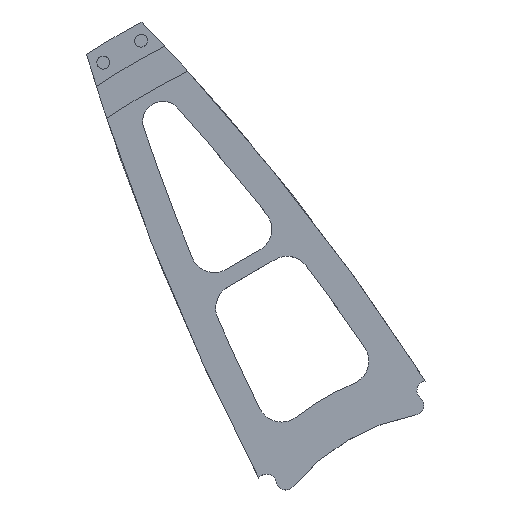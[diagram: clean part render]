
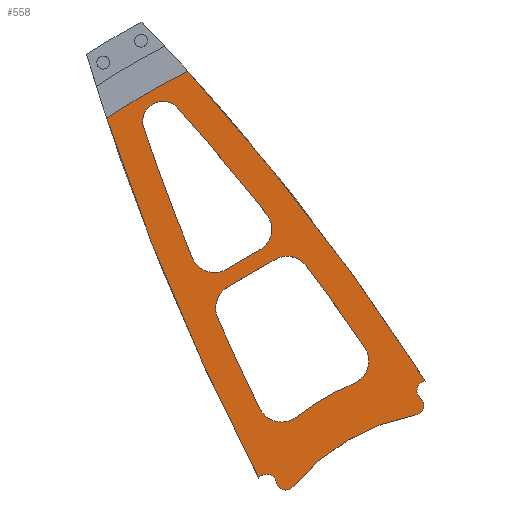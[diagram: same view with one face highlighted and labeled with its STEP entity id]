
A CAD part, top view. The second image highlights one B-rep face of the part: STEP entity #558.
In plain terms, the highlighted planar face has unit normal (0, 0, 1).
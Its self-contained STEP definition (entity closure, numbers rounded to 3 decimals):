
#19=FACE_BOUND('',#73,.T.);
#20=FACE_BOUND('',#74,.T.);
#28=PLANE('',#615);
#40=FACE_OUTER_BOUND('',#72,.T.);
#72=EDGE_LOOP('',(#381,#382,#383,#384,#385,#386,#387,#388));
#73=EDGE_LOOP('',(#389,#390,#391,#392,#393,#394));
#74=EDGE_LOOP('',(#395,#396,#397,#398,#399,#400,#401,#402));
#109=LINE('',#944,#141);
#110=LINE('',#964,#142);
#141=VECTOR('',#745,10.);
#142=VECTOR('',#764,10.);
#171=CIRCLE('',#607,379.75);
#177=CIRCLE('',#616,1500.);
#178=CIRCLE('',#617,6.);
#179=CIRCLE('',#618,6.);
#180=CIRCLE('',#619,130.);
#181=CIRCLE('',#620,6.);
#182=CIRCLE('',#621,6.);
#183=CIRCLE('',#622,1500.);
#184=CIRCLE('',#623,15.);
#185=CIRCLE('',#624,15.);
#186=CIRCLE('',#625,1480.);
#187=CIRCLE('',#626,12.492);
#188=CIRCLE('',#627,1480.);
#189=CIRCLE('',#628,15.);
#190=CIRCLE('',#629,160.);
#191=CIRCLE('',#630,15.);
#192=CIRCLE('',#631,1480.);
#193=CIRCLE('',#632,15.);
#194=CIRCLE('',#633,15.);
#195=CIRCLE('',#634,1480.);
#223=VERTEX_POINT('',#906);
#224=VERTEX_POINT('',#907);
#231=VERTEX_POINT('',#927);
#232=VERTEX_POINT('',#929);
#233=VERTEX_POINT('',#931);
#234=VERTEX_POINT('',#933);
#235=VERTEX_POINT('',#935);
#236=VERTEX_POINT('',#937);
#237=VERTEX_POINT('',#940);
#238=VERTEX_POINT('',#941);
#239=VERTEX_POINT('',#943);
#240=VERTEX_POINT('',#945);
#241=VERTEX_POINT('',#947);
#242=VERTEX_POINT('',#949);
#243=VERTEX_POINT('',#952);
#244=VERTEX_POINT('',#953);
#245=VERTEX_POINT('',#955);
#246=VERTEX_POINT('',#957);
#247=VERTEX_POINT('',#959);
#248=VERTEX_POINT('',#961);
#249=VERTEX_POINT('',#963);
#250=VERTEX_POINT('',#965);
#281=EDGE_CURVE('',#223,#224,#171,.T.);
#291=EDGE_CURVE('',#224,#231,#177,.T.);
#292=EDGE_CURVE('',#232,#231,#178,.T.);
#293=EDGE_CURVE('',#232,#233,#179,.T.);
#294=EDGE_CURVE('',#234,#233,#180,.T.);
#295=EDGE_CURVE('',#234,#235,#181,.T.);
#296=EDGE_CURVE('',#236,#235,#182,.T.);
#297=EDGE_CURVE('',#236,#223,#183,.T.);
#298=EDGE_CURVE('',#237,#238,#184,.T.);
#299=EDGE_CURVE('',#238,#239,#109,.T.);
#300=EDGE_CURVE('',#239,#240,#185,.T.);
#301=EDGE_CURVE('',#240,#241,#186,.T.);
#302=EDGE_CURVE('',#241,#242,#187,.T.);
#303=EDGE_CURVE('',#242,#237,#188,.T.);
#304=EDGE_CURVE('',#243,#244,#189,.T.);
#305=EDGE_CURVE('',#244,#245,#190,.T.);
#306=EDGE_CURVE('',#245,#246,#191,.T.);
#307=EDGE_CURVE('',#246,#247,#192,.T.);
#308=EDGE_CURVE('',#247,#248,#193,.T.);
#309=EDGE_CURVE('',#248,#249,#110,.T.);
#310=EDGE_CURVE('',#249,#250,#194,.T.);
#311=EDGE_CURVE('',#250,#243,#195,.T.);
#381=ORIENTED_EDGE('',*,*,#281,.T.);
#382=ORIENTED_EDGE('',*,*,#291,.T.);
#383=ORIENTED_EDGE('',*,*,#292,.F.);
#384=ORIENTED_EDGE('',*,*,#293,.T.);
#385=ORIENTED_EDGE('',*,*,#294,.F.);
#386=ORIENTED_EDGE('',*,*,#295,.T.);
#387=ORIENTED_EDGE('',*,*,#296,.F.);
#388=ORIENTED_EDGE('',*,*,#297,.T.);
#389=ORIENTED_EDGE('',*,*,#298,.T.);
#390=ORIENTED_EDGE('',*,*,#299,.T.);
#391=ORIENTED_EDGE('',*,*,#300,.T.);
#392=ORIENTED_EDGE('',*,*,#301,.T.);
#393=ORIENTED_EDGE('',*,*,#302,.T.);
#394=ORIENTED_EDGE('',*,*,#303,.T.);
#395=ORIENTED_EDGE('',*,*,#304,.T.);
#396=ORIENTED_EDGE('',*,*,#305,.T.);
#397=ORIENTED_EDGE('',*,*,#306,.T.);
#398=ORIENTED_EDGE('',*,*,#307,.T.);
#399=ORIENTED_EDGE('',*,*,#308,.T.);
#400=ORIENTED_EDGE('',*,*,#309,.T.);
#401=ORIENTED_EDGE('',*,*,#310,.T.);
#402=ORIENTED_EDGE('',*,*,#311,.T.);
#558=ADVANCED_FACE('',(#40,#19,#20),#28,.T.);
#607=AXIS2_PLACEMENT_3D('',#908,#707,#708);
#615=AXIS2_PLACEMENT_3D('',#926,#727,#728);
#616=AXIS2_PLACEMENT_3D('',#928,#729,#730);
#617=AXIS2_PLACEMENT_3D('',#930,#731,#732);
#618=AXIS2_PLACEMENT_3D('',#932,#733,#734);
#619=AXIS2_PLACEMENT_3D('',#934,#735,#736);
#620=AXIS2_PLACEMENT_3D('',#936,#737,#738);
#621=AXIS2_PLACEMENT_3D('',#938,#739,#740);
#622=AXIS2_PLACEMENT_3D('',#939,#741,#742);
#623=AXIS2_PLACEMENT_3D('',#942,#743,#744);
#624=AXIS2_PLACEMENT_3D('',#946,#746,#747);
#625=AXIS2_PLACEMENT_3D('',#948,#748,#749);
#626=AXIS2_PLACEMENT_3D('',#950,#750,#751);
#627=AXIS2_PLACEMENT_3D('',#951,#752,#753);
#628=AXIS2_PLACEMENT_3D('',#954,#754,#755);
#629=AXIS2_PLACEMENT_3D('',#956,#756,#757);
#630=AXIS2_PLACEMENT_3D('',#958,#758,#759);
#631=AXIS2_PLACEMENT_3D('',#960,#760,#761);
#632=AXIS2_PLACEMENT_3D('',#962,#762,#763);
#633=AXIS2_PLACEMENT_3D('',#966,#765,#766);
#634=AXIS2_PLACEMENT_3D('',#967,#767,#768);
#707=DIRECTION('center_axis',(0.,0.,1.));
#708=DIRECTION('ref_axis',(0.077,0.997,0.));
#727=DIRECTION('center_axis',(0.,0.,1.));
#728=DIRECTION('ref_axis',(-1.,0.,0.));
#729=DIRECTION('center_axis',(0.,0.,1.));
#730=DIRECTION('ref_axis',(-0.972,0.234,0.));
#731=DIRECTION('center_axis',(0.,0.,1.));
#732=DIRECTION('ref_axis',(0.939,-0.343,0.));
#733=DIRECTION('center_axis',(0.,0.,1.));
#734=DIRECTION('ref_axis',(-0.939,0.343,0.));
#735=DIRECTION('center_axis',(0.,0.,1.));
#736=DIRECTION('ref_axis',(0.,1.,0.));
#737=DIRECTION('center_axis',(0.,0.,1.));
#738=DIRECTION('ref_axis',(-0.341,-0.94,0.));
#739=DIRECTION('center_axis',(0.,0.,1.));
#740=DIRECTION('ref_axis',(0.4,0.917,0.));
#741=DIRECTION('center_axis',(0.,0.,1.));
#742=DIRECTION('ref_axis',(0.999,0.046,0.));
#743=DIRECTION('center_axis',(0.,0.,-1.));
#744=DIRECTION('ref_axis',(0.,-1.,0.));
#745=DIRECTION('',(-1.,0.,0.));
#746=DIRECTION('center_axis',(0.,0.,-1.));
#747=DIRECTION('ref_axis',(-0.99,0.141,0.));
#748=DIRECTION('center_axis',(0.,0.,-1.));
#749=DIRECTION('ref_axis',(-0.98,0.198,0.));
#750=DIRECTION('center_axis',(0.,0.,-1.));
#751=DIRECTION('ref_axis',(0.98,0.198,0.));
#752=DIRECTION('center_axis',(0.,0.,-1.));
#753=DIRECTION('ref_axis',(0.99,0.141,0.));
#754=DIRECTION('center_axis',(0.,0.,-1.));
#755=DIRECTION('ref_axis',(-0.13,-0.991,0.));
#756=DIRECTION('center_axis',(0.,0.,1.));
#757=DIRECTION('ref_axis',(0.13,0.991,0.));
#758=DIRECTION('center_axis',(0.,0.,-1.));
#759=DIRECTION('ref_axis',(-0.997,0.071,0.));
#760=DIRECTION('center_axis',(0.,0.,-1.));
#761=DIRECTION('ref_axis',(-0.994,0.113,0.));
#762=DIRECTION('center_axis',(0.,0.,-1.));
#763=DIRECTION('ref_axis',(0.,1.,0.));
#764=DIRECTION('',(1.,0.,0.));
#765=DIRECTION('center_axis',(0.,0.,-1.));
#766=DIRECTION('ref_axis',(0.994,0.113,0.));
#767=DIRECTION('center_axis',(0.,0.,-1.));
#768=DIRECTION('ref_axis',(0.997,0.071,0.));
#906=CARTESIAN_POINT('',(29.232,378.623,-7.));
#907=CARTESIAN_POINT('',(-29.232,378.623,-7.));
#908=CARTESIAN_POINT('Origin',(0.,0.,-7.));
#926=CARTESIAN_POINT('Origin',(0.,270.933,-7.));
#927=CARTESIAN_POINT('',(-60.,137.477,-7.));
#928=CARTESIAN_POINT('Origin',(1438.428,68.829,-7.));
#929=CARTESIAN_POINT('',(-51.963,129.922,-7.));
#930=CARTESIAN_POINT('Origin',(-57.6,131.978,-7.));
#931=CARTESIAN_POINT('',(-44.283,122.225,-7.));
#932=CARTESIAN_POINT('Origin',(-46.326,127.867,-7.));
#933=CARTESIAN_POINT('',(44.283,122.225,-7.));
#934=CARTESIAN_POINT('Origin',(0.,0.,-7.));
#935=CARTESIAN_POINT('',(51.963,129.922,-7.));
#936=CARTESIAN_POINT('Origin',(46.326,127.867,-7.));
#937=CARTESIAN_POINT('',(60.,137.477,-7.));
#938=CARTESIAN_POINT('Origin',(57.6,131.978,-7.));
#939=CARTESIAN_POINT('Origin',(-1438.428,68.829,-7.));
#940=CARTESIAN_POINT('',(26.842,277.111,-7.));
#941=CARTESIAN_POINT('',(11.992,260.,-7.));
#942=CARTESIAN_POINT('Origin',(11.992,275.,-7.));
#943=CARTESIAN_POINT('',(-11.992,260.,-7.));
#944=CARTESIAN_POINT('',(11.992,260.,-7.));
#945=CARTESIAN_POINT('',(-26.842,277.111,-7.));
#946=CARTESIAN_POINT('Origin',(-11.992,275.,-7.));
#947=CARTESIAN_POINT('',(-12.245,361.998,-7.));
#948=CARTESIAN_POINT('Origin',(1438.428,68.829,-7.));
#949=CARTESIAN_POINT('',(12.245,361.998,-7.));
#950=CARTESIAN_POINT('Origin',(0.,359.524,-7.));
#951=CARTESIAN_POINT('Origin',(-1438.428,68.829,-7.));
#952=CARTESIAN_POINT('',(37.789,174.577,-7.));
#953=CARTESIAN_POINT('',(20.871,158.633,-7.));
#954=CARTESIAN_POINT('Origin',(22.827,173.505,-7.));
#955=CARTESIAN_POINT('',(-20.871,158.633,-7.));
#956=CARTESIAN_POINT('Origin',(0.,0.,
-7.));
#957=CARTESIAN_POINT('',(-37.789,174.576,-7.));
#958=CARTESIAN_POINT('Origin',(-22.827,173.505,-7.));
#959=CARTESIAN_POINT('',(-32.02,236.701,-7.));
#960=CARTESIAN_POINT('Origin',(1438.428,68.829,-7.));
#961=CARTESIAN_POINT('',(-17.117,250.,-7.));
#962=CARTESIAN_POINT('Origin',(-17.117,235.,-7.));
#963=CARTESIAN_POINT('',(17.117,250.,-7.));
#964=CARTESIAN_POINT('',(-17.117,250.,-7.));
#965=CARTESIAN_POINT('',(32.02,236.701,-7.));
#966=CARTESIAN_POINT('Origin',(17.117,235.,-7.));
#967=CARTESIAN_POINT('Origin',(-1438.428,68.829,-7.));
